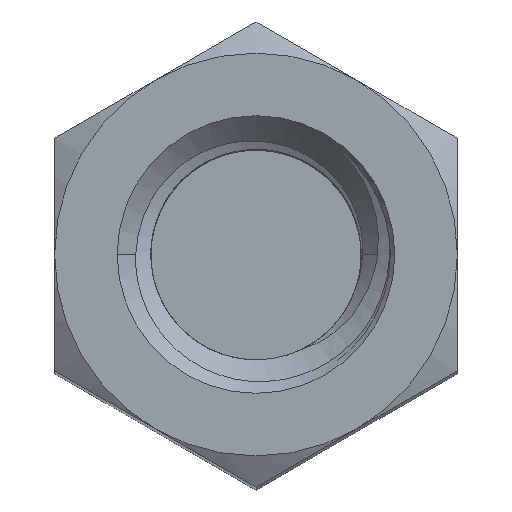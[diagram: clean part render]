
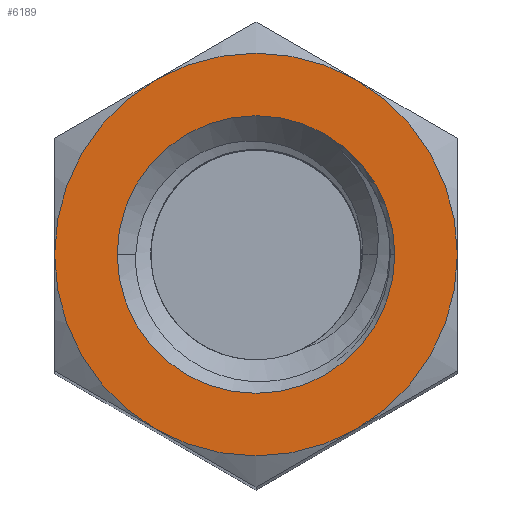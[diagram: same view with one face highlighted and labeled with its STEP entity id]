
A CAD part, top view. The second image highlights one B-rep face of the part: STEP entity #6189.
In plain terms, the highlighted planar face has unit normal (0, 0, 1).
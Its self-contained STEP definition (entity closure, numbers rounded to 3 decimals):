
#41 = EDGE_CURVE ( 'NONE', #6381, #6784, #5536, .T. ) ;
#58 = EDGE_CURVE ( 'NONE', #6807, #6381, #5541, .T. ) ;
#61 = EDGE_CURVE ( 'NONE', #6373, #6773, #5542, .T. ) ;
#62 = EDGE_CURVE ( 'NONE', #6773, #6657, #5543, .T. ) ;
#63 = EDGE_CURVE ( 'NONE', #6657, #6807, #5544, .T. ) ;
#64 = EDGE_CURVE ( 'NONE', #6784, #6373, #5546, .T. ) ;
#66 = EDGE_CURVE ( 'NONE', #6363, #6825, #5548, .T. ) ;
#254 = ORIENTED_EDGE ( 'NONE', *, *, #61, .F. ) ;
#256 = ORIENTED_EDGE ( 'NONE', *, *, #1658, .T. ) ;
#455 = EDGE_LOOP ( 'NONE', ( #256, #6906 ) ) ;
#509 = ORIENTED_EDGE ( 'NONE', *, *, #63, .F. ) ;
#546 = EDGE_LOOP ( 'NONE', ( #509, #8339, #254, #4349, #4344, #4343 ) ) ;
#1055 = CARTESIAN_POINT ( 'NONE',  ( 1.551, 0., 9.5 ) ) ;
#1067 = CARTESIAN_POINT ( 'NONE',  ( -1.125, 1.949, 9.5 ) ) ;
#1080 = CARTESIAN_POINT ( 'NONE',  ( -1.125, -1.949, 9.5 ) ) ;
#1117 = CARTESIAN_POINT ( 'NONE',  ( 2.25, 0., 9.5 ) ) ;
#1134 = CARTESIAN_POINT ( 'NONE',  ( 1.125, 1.949, 9.5 ) ) ;
#1141 = CARTESIAN_POINT ( 'NONE',  ( -2.25, 0., 9.5 ) ) ;
#1157 = CARTESIAN_POINT ( 'NONE',  ( 1.125, -1.949, 9.5 ) ) ;
#1163 = CARTESIAN_POINT ( 'NONE',  ( -1.551, 0., 9.5 ) ) ;
#1658 = EDGE_CURVE ( 'NONE', #6825, #6363, #7765, .T. ) ;
#1664 = AXIS2_PLACEMENT_3D ( 'NONE', #6527, #6517, #6516 ) ;
#1665 = AXIS2_PLACEMENT_3D ( 'NONE', #2576, #2571, #2575 ) ;
#1666 = AXIS2_PLACEMENT_3D ( 'NONE', #2895, #2905, #2897 ) ;
#1667 = AXIS2_PLACEMENT_3D ( 'NONE', #2573, #2847, #2850 ) ;
#1668 = AXIS2_PLACEMENT_3D ( 'NONE', #2906, #2904, #2901 ) ;
#1669 = AXIS2_PLACEMENT_3D ( 'NONE', #2849, #2848, #2853 ) ;
#1670 = AXIS2_PLACEMENT_3D ( 'NONE', #2845, #2716, #2715 ) ;
#1681 = AXIS2_PLACEMENT_3D ( 'NONE', #8962, #9361, #9367 ) ;
#1685 = AXIS2_PLACEMENT_3D ( 'NONE', #9184, #9295, #9302 ) ;
#2571 = DIRECTION ( 'NONE',  ( 0., 0., -1. ) ) ;
#2573 = CARTESIAN_POINT ( 'NONE',  ( 0., 0., 9.5 ) ) ;
#2575 = DIRECTION ( 'NONE',  ( -1., 0., 0. ) ) ;
#2576 = CARTESIAN_POINT ( 'NONE',  ( 0., 0., 9.5 ) ) ;
#2715 = DIRECTION ( 'NONE',  ( -1., 0., 0. ) ) ;
#2716 = DIRECTION ( 'NONE',  ( 0., 0., -1. ) ) ;
#2845 = CARTESIAN_POINT ( 'NONE',  ( 0., 0., 9.5 ) ) ;
#2847 = DIRECTION ( 'NONE',  ( 0., 0., -1. ) ) ;
#2848 = DIRECTION ( 'NONE',  ( 0., 0., -1. ) ) ;
#2849 = CARTESIAN_POINT ( 'NONE',  ( 0., 0., 9.5 ) ) ;
#2850 = DIRECTION ( 'NONE',  ( -1., 0., 0. ) ) ;
#2853 = DIRECTION ( 'NONE',  ( -1., 0., 0. ) ) ;
#2895 = CARTESIAN_POINT ( 'NONE',  ( 0., 0., 9.5 ) ) ;
#2897 = DIRECTION ( 'NONE',  ( -1., 0., 0. ) ) ;
#2901 = DIRECTION ( 'NONE',  ( -1., 0., 0. ) ) ;
#2904 = DIRECTION ( 'NONE',  ( 0., 0., -1. ) ) ;
#2905 = DIRECTION ( 'NONE',  ( 0., 0., -1. ) ) ;
#2906 = CARTESIAN_POINT ( 'NONE',  ( 0., 0., 9.5 ) ) ;
#4343 = ORIENTED_EDGE ( 'NONE', *, *, #58, .F. ) ;
#4344 = ORIENTED_EDGE ( 'NONE', *, *, #41, .F. ) ;
#4349 = ORIENTED_EDGE ( 'NONE', *, *, #64, .F. ) ;
#5536 = CIRCLE ( 'NONE', #1664, 2.25 ) ;
#5541 = CIRCLE ( 'NONE', #1665, 2.25 ) ;
#5542 = CIRCLE ( 'NONE', #1667, 2.25 ) ;
#5543 = CIRCLE ( 'NONE', #1669, 2.25 ) ;
#5544 = CIRCLE ( 'NONE', #1668, 2.25 ) ;
#5546 = CIRCLE ( 'NONE', #1666, 2.25 ) ;
#5548 = CIRCLE ( 'NONE', #1670, 1.551 ) ;
#6189 = ADVANCED_FACE ( 'NONE', ( #7759, #7764 ), #8674, .T. ) ;
#6363 = VERTEX_POINT ( 'NONE', #1055 ) ;
#6373 = VERTEX_POINT ( 'NONE', #1067 ) ;
#6381 = VERTEX_POINT ( 'NONE', #1080 ) ;
#6516 = DIRECTION ( 'NONE',  ( -1., 0., 0. ) ) ;
#6517 = DIRECTION ( 'NONE',  ( 0., 0., -1. ) ) ;
#6527 = CARTESIAN_POINT ( 'NONE',  ( 0., 0., 9.5 ) ) ;
#6657 = VERTEX_POINT ( 'NONE', #1117 ) ;
#6773 = VERTEX_POINT ( 'NONE', #1134 ) ;
#6784 = VERTEX_POINT ( 'NONE', #1141 ) ;
#6807 = VERTEX_POINT ( 'NONE', #1157 ) ;
#6825 = VERTEX_POINT ( 'NONE', #1163 ) ;
#6906 = ORIENTED_EDGE ( 'NONE', *, *, #66, .T. ) ;
#7759 = FACE_OUTER_BOUND ( 'NONE', #546, .T. ) ;
#7764 = FACE_BOUND ( 'NONE', #455, .T. ) ;
#7765 = CIRCLE ( 'NONE', #1681, 1.551 ) ;
#8339 = ORIENTED_EDGE ( 'NONE', *, *, #62, .F. ) ;
#8674 = PLANE ( 'NONE',  #1685 ) ;
#8962 = CARTESIAN_POINT ( 'NONE',  ( 0., 0., 9.5 ) ) ;
#9184 = CARTESIAN_POINT ( 'NONE',  ( 0., 2.598, 9.5 ) ) ;
#9295 = DIRECTION ( 'NONE',  ( 0., 0., 1. ) ) ;
#9302 = DIRECTION ( 'NONE',  ( 1., 0., 0. ) ) ;
#9361 = DIRECTION ( 'NONE',  ( 0., 0., -1. ) ) ;
#9367 = DIRECTION ( 'NONE',  ( -1., 0., 0. ) ) ;
